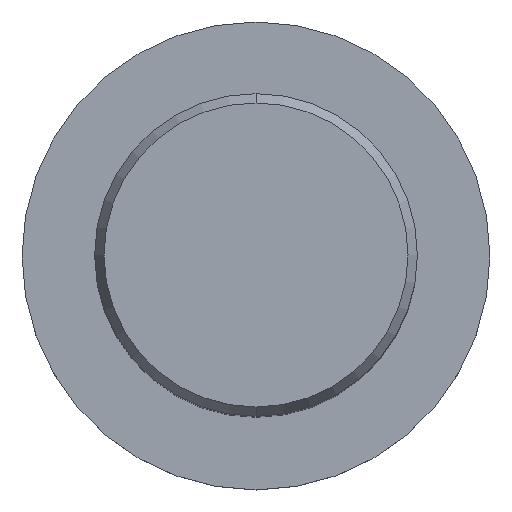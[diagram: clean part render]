
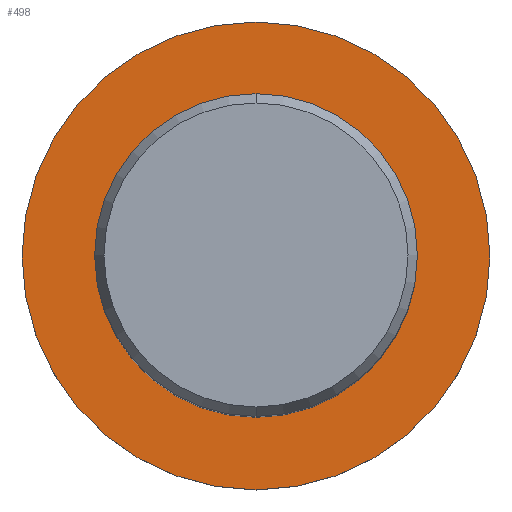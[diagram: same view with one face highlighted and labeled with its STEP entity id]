
A CAD part, top view. The second image highlights one B-rep face of the part: STEP entity #498.
In plain terms, the highlighted planar face has unit normal (0, 0, 1).
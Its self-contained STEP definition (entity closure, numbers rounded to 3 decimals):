
#206=VERTEX_POINT('',#540);
#216=VERTEX_POINT('',#551);
#254=EDGE_CURVE('',#206,#376,#593,.T.);
#274=VERTEX_POINT('',#615);
#326=EDGE_CURVE('',#216,#274,#672,.T.);
#372=EDGE_CURVE('',#274,#216,#720,.T.);
#376=VERTEX_POINT('',#724);
#458=EDGE_CURVE('',#376,#206,#815,.T.);
#498=ADVANCED_FACE('',(#860,#861),#862,.T.);
#540=CARTESIAN_POINT('',(0.0,29.0,-70.0));
#551=CARTESIAN_POINT('',(0.0,20.0,-70.0));
#593=CIRCLE('',#1044,29.0);
#615=CARTESIAN_POINT('',(0.,-20.0,-70.0));
#672=CIRCLE('',#1215,20.0);
#720=CIRCLE('',#1330,20.0);
#724=CARTESIAN_POINT('',(0.,-29.0,-70.0));
#815=CIRCLE('',#1484,29.0);
#860=FACE_BOUND('',#1594,.T.);
#861=FACE_OUTER_BOUND('',#1595,.T.);
#862=PLANE('',#1596);
#1044=AXIS2_PLACEMENT_3D('',#1682,#1683,#1684);
#1215=AXIS2_PLACEMENT_3D('',#1775,#1776,#1777);
#1330=AXIS2_PLACEMENT_3D('',#1814,#1815,#1816);
#1484=AXIS2_PLACEMENT_3D('',#1939,#1940,#1941);
#1594=EDGE_LOOP('',(#1997,#1998));
#1595=EDGE_LOOP('',(#1999,#2000));
#1596=AXIS2_PLACEMENT_3D('',#2001,#2002,#2003);
#1682=CARTESIAN_POINT('',(0.0,0.0,-70.0));
#1683=DIRECTION('',(0.0,0.0,-1.0));
#1684=DIRECTION('',(0.0,1.0,0.0));
#1775=CARTESIAN_POINT('',(0.0,0.0,-70.0));
#1776=DIRECTION('',(-0.0,0.0,-1.0));
#1777=DIRECTION('',(0.0,1.0,0.0));
#1814=CARTESIAN_POINT('',(0.0,0.0,-70.0));
#1815=DIRECTION('',(-0.0,0.0,-1.0));
#1816=DIRECTION('',(0.0,1.0,0.0));
#1939=CARTESIAN_POINT('',(0.0,0.0,-70.0));
#1940=DIRECTION('',(0.0,0.0,-1.0));
#1941=DIRECTION('',(0.0,1.0,0.0));
#1997=ORIENTED_EDGE('',*,*,#326,.T.);
#1998=ORIENTED_EDGE('',*,*,#372,.T.);
#1999=ORIENTED_EDGE('',*,*,#254,.F.);
#2000=ORIENTED_EDGE('',*,*,#458,.F.);
#2001=CARTESIAN_POINT('',(0.0,14.5,-70.0));
#2002=DIRECTION('',(-0.0,0.0,1.0));
#2003=DIRECTION('',(0.0,-1.0,0.0));
